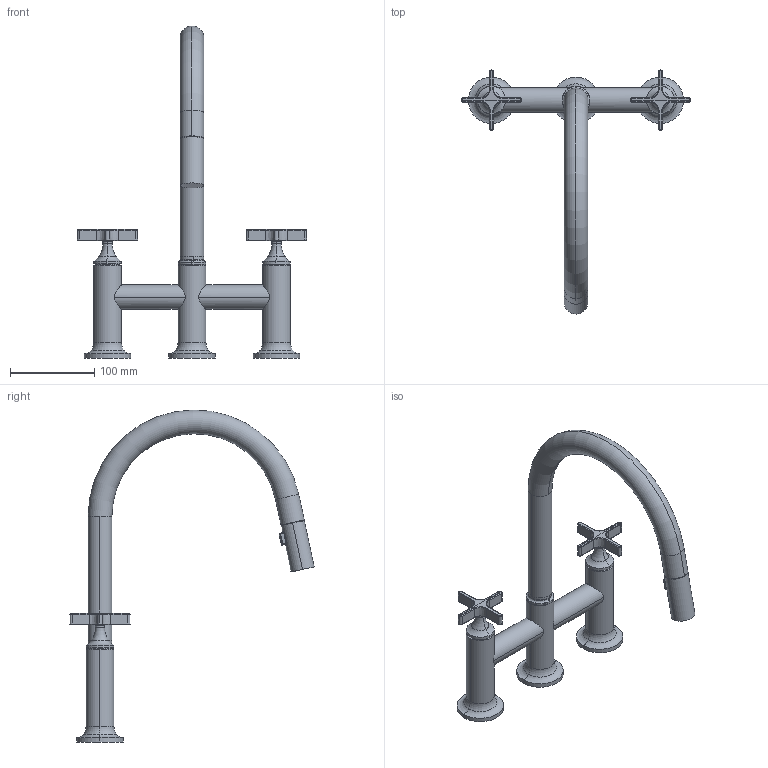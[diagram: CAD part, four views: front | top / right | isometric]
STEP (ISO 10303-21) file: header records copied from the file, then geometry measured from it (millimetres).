
FILE_DESCRIPTION (( 'STEP AP214' ), '1' );
FILE_NAME ('19875809.STEP', '2023-03-13T13:21:09', ( '' ), ( '' ), 'SwSTEP 2.0', 'SolidWorks 2020', '' );
FILE_SCHEMA (( 'AUTOMOTIVE_DESIGN' ));
Length unit declared in the file: millimetre
Products named in the file (10): 19875809; Planungsmodell_Koerper-+-09.19.80.051.90-1; Planungsmodell_Rohr_gerade-+-28.568.780-10_ _K403_D29x3; Planungsmodell_Huelse-+-09.18.40.234.90-1; Planungsmodell_Griff-+-09.20.80.036.21-1; Planungsmodell_Rohr_gerade-+-28.568.780-10_ _K222_27,5x10; Planungsmodell_Aufnahme-+-09.12.12.230.90-1; Planungsmodell_Handbrause-+-04.18.40.317-1; Planungsmodell_Koerper-+-09.19.80.057.90-1; Planungsmodell_Rohr-+-09.28.22.397.90-1_poliert
Assembly tree (15 placements, depth 2):
  19875809
    Planungsmodell_Koerper-+-09.19.80.051.90-1  x3
    Planungsmodell_Koerper-+-09.19.80.057.90-1  x2
    Planungsmodell_Rohr_gerade-+-28.568.780-10_ _K403_D29x3  x2
    Planungsmodell_Aufnahme-+-09.12.12.230.90-1  x2
    Planungsmodell_Griff-+-09.20.80.036.21-1  x2
    Planungsmodell_Rohr-+-09.28.22.397.90-1_poliert
    Planungsmodell_Huelse-+-09.18.40.234.90-1
    Planungsmodell_Handbrause-+-04.18.40.317-1
    Planungsmodell_Rohr_gerade-+-28.568.780-10_ _K222_27,5x10
Bounding box: 271.29 x 289.16 x 393.08 mm (x, y, z)
Volume: 814948.3 mm3; surface area: 140205.7 mm2
Topology: 15 solids, 15 shells, 259 faces, 536 edges, 314 vertices
Faces by surface type: torus 86, cylinder 75, plane 50, cone 20, bspline 20, sphere 8
Entity records: 6339 total; most frequent: CARTESIAN_POINT 2310, DIRECTION 822, ORIENTED_EDGE 640, AXIS2_PLACEMENT_3D 372, EDGE_CURVE 320, CIRCLE 210, VERTEX_POINT 188, EDGE_LOOP 162
